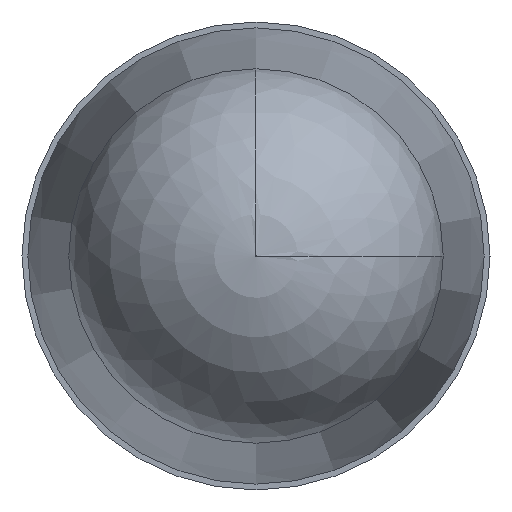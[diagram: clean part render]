
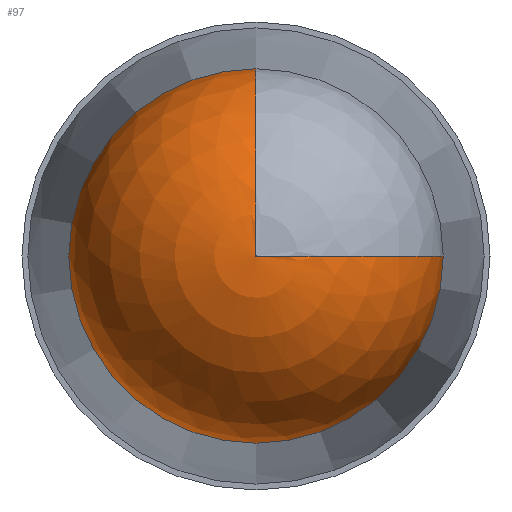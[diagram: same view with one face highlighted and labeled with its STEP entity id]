
A CAD part, left-side view. The second image highlights one B-rep face of the part: STEP entity #97.
In plain terms, the highlighted spherical face has radius 8 mm.
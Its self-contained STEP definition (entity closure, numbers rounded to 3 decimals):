
#64=SPHERICAL_SURFACE('',#281,8.);
#71=FACE_OUTER_BOUND('',#137,.T.);
#97=ADVANCED_FACE('',(#71),#64,.T.);
#137=EDGE_LOOP('',(#170,#171,#172,#173));
#170=ORIENTED_EDGE('',*,*,#223,.F.);
#171=ORIENTED_EDGE('',*,*,#224,.F.);
#172=ORIENTED_EDGE('',*,*,#220,.T.);
#173=ORIENTED_EDGE('',*,*,#225,.F.);
#202=VERTEX_POINT('',#407);
#203=VERTEX_POINT('',#408);
#204=VERTEX_POINT('',#413);
#205=VERTEX_POINT('',#414);
#220=EDGE_CURVE('',#202,#203,#244,.T.);
#223=EDGE_CURVE('',#204,#205,#245,.T.);
#224=EDGE_CURVE('',#202,#204,#246,.T.);
#225=EDGE_CURVE('',#205,#203,#247,.T.);
#244=CIRCLE('',#276,0.012);
#245=CIRCLE('',#278,8.);
#246=CIRCLE('',#279,8.);
#247=CIRCLE('',#280,8.);
#276=AXIS2_PLACEMENT_3D('',#406,#340,#341);
#278=AXIS2_PLACEMENT_3D('',#412,#346,#347);
#279=AXIS2_PLACEMENT_3D('',#415,#348,#349);
#280=AXIS2_PLACEMENT_3D('',#416,#350,#351);
#281=AXIS2_PLACEMENT_3D('',#417,#352,#353);
#340=DIRECTION('',(1.,0.,0.));
#341=DIRECTION('',(0.,-1.,0.));
#346=DIRECTION('',(1.,0.,0.));
#347=DIRECTION('',(0.,-1.,0.));
#348=DIRECTION('',(0.,0.,1.));
#349=DIRECTION('',(1.,0.,0.));
#350=DIRECTION('',(0.,-1.,0.));
#351=DIRECTION('',(1.,0.,0.));
#352=DIRECTION('',(1.,0.,0.));
#353=DIRECTION('',(0.,-1.,0.));
#406=CARTESIAN_POINT('',(0.,0.,0.));
#407=CARTESIAN_POINT('',(0.,-0.012,0.));
#408=CARTESIAN_POINT('',(0.,0.,0.012));
#412=CARTESIAN_POINT('',(7.988,0.,0.));
#413=CARTESIAN_POINT('',(7.988,-8.,0.));
#414=CARTESIAN_POINT('',(7.988,0.,8.));
#415=CARTESIAN_POINT('',(8.,0.,0.));
#416=CARTESIAN_POINT('',(8.,0.,0.));
#417=CARTESIAN_POINT('',(8.,0.,0.));
